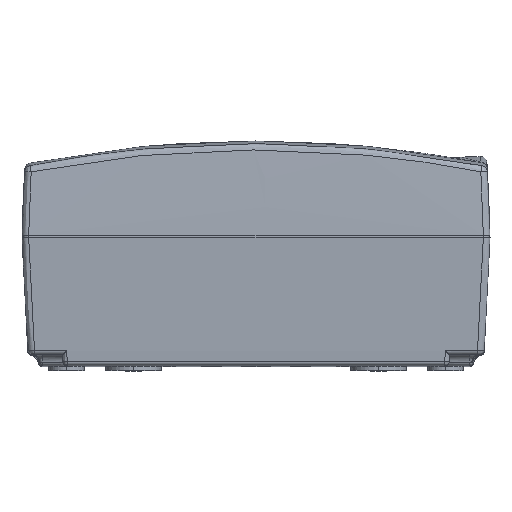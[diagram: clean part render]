
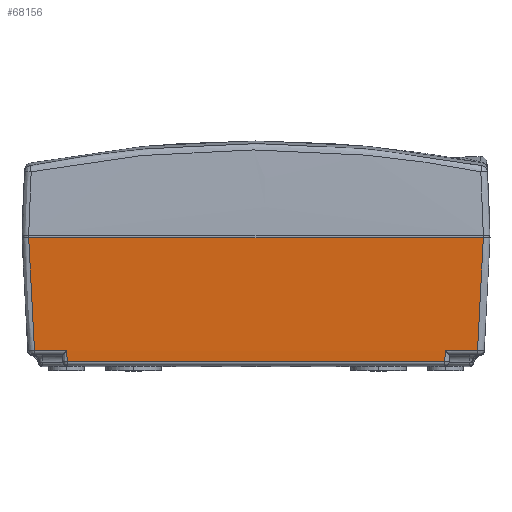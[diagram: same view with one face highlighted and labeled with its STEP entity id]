
A CAD part, top view. The second image highlights one B-rep face of the part: STEP entity #68156.
In plain terms, the highlighted cylindrical face has radius 1000 mm (diameter 2000 mm), a partial arc.
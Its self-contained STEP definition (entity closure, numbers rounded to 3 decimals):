
#16726 = VERTEX_POINT ( 'NONE', #81919 ) ;
#16738 = VERTEX_POINT ( 'NONE', #81942 ) ;
#16764 = VERTEX_POINT ( 'NONE', #81988 ) ;
#16766 = VERTEX_POINT ( 'NONE', #81992 ) ;
#16779 = VERTEX_POINT ( 'NONE', #82017 ) ;
#16781 = VERTEX_POINT ( 'NONE', #82021 ) ;
#16785 = VERTEX_POINT ( 'NONE', #82028 ) ;
#16789 = VERTEX_POINT ( 'NONE', #82033 ) ;
#19499 = ORIENTED_EDGE ( 'NONE', *, *, #113233, .T. ) ;
#19500 = ORIENTED_EDGE ( 'NONE', *, *, #113110, .F. ) ;
#19501 = ORIENTED_EDGE ( 'NONE', *, *, #113118, .F. ) ;
#19502 = ORIENTED_EDGE ( 'NONE', *, *, #113097, .F. ) ;
#19503 = ORIENTED_EDGE ( 'NONE', *, *, #113092, .F. ) ;
#19504 = ORIENTED_EDGE ( 'NONE', *, *, #113087, .F. ) ;
#19505 = ORIENTED_EDGE ( 'NONE', *, *, #113083, .F. ) ;
#19506 = ORIENTED_EDGE ( 'NONE', *, *, #113098, .F. ) ;
#28213 = FACE_OUTER_BOUND ( 'NONE', #35735, .T. ) ;
#28216 = CYLINDRICAL_SURFACE ( 'NONE', #115158, 1000. ) ;
#35735 = EDGE_LOOP ( 'NONE', ( #19499, #19500, #19501, #19502, #19503, #19504, #19505, #19506 ) ) ;
#43480 = DIRECTION ( 'NONE',  ( 0., 1., 0. ) ) ;
#43487 = DIRECTION ( 'NONE',  ( 1., 0., 0. ) ) ;
#43521 = CARTESIAN_POINT ( 'NONE',  ( -103.225, 83.677, -899.657 ) ) ;
#53599 = LINE ( 'NONE', #67404, #53602 ) ;
#53602 = VECTOR ( 'NONE', #67437, 1000. ) ;
#53603 = LINE ( 'NONE', #67478, #53605 ) ;
#53605 = VECTOR ( 'NONE', #67481, 1000. ) ;
#53609 = LINE ( 'NONE', #67579, #53610 ) ;
#53610 = VECTOR ( 'NONE', #67584, 1000. ) ;
#53763 = LINE ( 'NONE', #71036, #53767 ) ;
#53767 = VECTOR ( 'NONE', #71039, 1000. ) ;
#67404 = CARTESIAN_POINT ( 'NONE',  ( 0., 6.846, 97.387 ) ) ;
#67437 = DIRECTION ( 'NONE',  ( -1., 0., 0. ) ) ;
#67441 = CARTESIAN_POINT ( 'NONE',  ( -99.788, 11.955, 97.781 ) ) ;
#67443 = CARTESIAN_POINT ( 'NONE',  ( -99.396, 6.846, 97.387 ) ) ;
#67470 = CARTESIAN_POINT ( 'NONE',  ( -100.553, 23.025, 98.548 ) ) ;
#67471 = CARTESIAN_POINT ( 'NONE',  ( -101.439, 39.913, 99.437 ) ) ;
#67472 = CARTESIAN_POINT ( 'NONE',  ( -101.849, 51.693, 99.848 ) ) ;
#67473 = CARTESIAN_POINT ( 'NONE',  ( -102.001, 57.5, 100. ) ) ;
#67478 = CARTESIAN_POINT ( 'NONE',  ( -109.2, 57.5, 100. ) ) ;
#67481 = DIRECTION ( 'NONE',  ( 1., 0., 0. ) ) ;
#67482 = CARTESIAN_POINT ( 'NONE',  ( 101.571, 40.579, 99.557 ) ) ;
#67484 = CARTESIAN_POINT ( 'NONE',  ( 102.001, 57.5, 100. ) ) ;
#67504 = CARTESIAN_POINT ( 'NONE',  ( -84.788, 3.506, 97.125 ) ) ;
#67506 = CARTESIAN_POINT ( 'NONE',  ( -84.73, 1.836, 96.988 ) ) ;
#67507 = CARTESIAN_POINT ( 'NONE',  ( 100.677, 23.681, 98.684 ) ) ;
#67509 = CARTESIAN_POINT ( 'NONE',  ( 99.396, 6.846, 97.387 ) ) ;
#67515 = CARTESIAN_POINT ( 'NONE',  ( -84.846, 5.176, 97.258 ) ) ;
#67516 = CARTESIAN_POINT ( 'NONE',  ( -84.904, 6.846, 97.387 ) ) ;
#67526 = CARTESIAN_POINT ( 'NONE',  ( 84.846, 5.176, 97.258 ) ) ;
#67528 = CARTESIAN_POINT ( 'NONE',  ( 84.904, 6.846, 97.387 ) ) ;
#67559 = CARTESIAN_POINT ( 'NONE',  ( 84.788, 3.506, 97.125 ) ) ;
#67561 = CARTESIAN_POINT ( 'NONE',  ( 84.73, 1.836, 96.988 ) ) ;
#67579 = CARTESIAN_POINT ( 'NONE',  ( 0., 6.846, 97.387 ) ) ;
#67584 = DIRECTION ( 'NONE',  ( -1., 0., 0. ) ) ;
#68156 = ADVANCED_FACE ( 'NONE', ( #28213 ), #28216, .T. ) ;
#71036 = CARTESIAN_POINT ( 'NONE',  ( 0., 1.836, 96.988 ) ) ;
#71039 = DIRECTION ( 'NONE',  ( 1., 0., 0. ) ) ;
#81919 = CARTESIAN_POINT ( 'NONE',  ( -99.396, 6.846, 97.387 ) ) ;
#81942 = CARTESIAN_POINT ( 'NONE',  ( 99.396, 6.846, 97.387 ) ) ;
#81988 = CARTESIAN_POINT ( 'NONE',  ( -84.73, 1.836, 96.988 ) ) ;
#81992 = CARTESIAN_POINT ( 'NONE',  ( 102.001, 57.5, 100. ) ) ;
#82017 = CARTESIAN_POINT ( 'NONE',  ( -102.001, 57.5, 100. ) ) ;
#82021 = CARTESIAN_POINT ( 'NONE',  ( -84.904, 6.846, 97.387 ) ) ;
#82028 = CARTESIAN_POINT ( 'NONE',  ( 84.904, 6.846, 97.387 ) ) ;
#82033 = CARTESIAN_POINT ( 'NONE',  ( 84.73, 1.836, 96.988 ) ) ;
#113083 = EDGE_CURVE ( 'NONE', #16781, #16726, #53599, .T. ) ;
#113087 = EDGE_CURVE ( 'NONE', #16726, #16779, #120033, .T. ) ;
#113092 = EDGE_CURVE ( 'NONE', #16779, #16766, #53603, .T. ) ;
#113097 = EDGE_CURVE ( 'NONE', #16766, #16738, #120035, .T. ) ;
#113098 = EDGE_CURVE ( 'NONE', #16764, #16781, #120036, .T. ) ;
#113110 = EDGE_CURVE ( 'NONE', #16785, #16789, #120040, .T. ) ;
#113118 = EDGE_CURVE ( 'NONE', #16738, #16785, #53609, .T. ) ;
#113233 = EDGE_CURVE ( 'NONE', #16764, #16789, #53763, .T. ) ;
#115158 = AXIS2_PLACEMENT_3D ( 'NONE', #43521, #43487, #43480 ) ;
#120033 =( BOUNDED_CURVE ( )  B_SPLINE_CURVE ( 3, ( #67443, #67441, #67470, #67471, #67472, #67473 ),
 .UNSPECIFIED., .F., .T. ) 
 B_SPLINE_CURVE_WITH_KNOTS ( ( 4, 1, 1, 4 ),
 ( 0., 0.304, 0.657, 1. ),
 .UNSPECIFIED. ) 
 CURVE ( )  GEOMETRIC_REPRESENTATION_ITEM ( )  RATIONAL_B_SPLINE_CURVE ( ( 1.171, 1.171, 1.171, 1.171, 1.171, 1.171 ) ) 
 REPRESENTATION_ITEM ( '' )  );
#120035 = B_SPLINE_CURVE_WITH_KNOTS ( 'NONE', 3,
 ( #67484, #67482, #67507, #67509 ),
 .UNSPECIFIED., .F., .F.,
 ( 4, 4 ),
 ( 0., 1. ),
 .UNSPECIFIED. ) ;
#120036 = B_SPLINE_CURVE_WITH_KNOTS ( 'NONE', 3,
 ( #67506, #67504, #67515, #67516 ),
 .UNSPECIFIED., .F., .F.,
 ( 4, 4 ),
 ( 0., 1. ),
 .UNSPECIFIED. ) ;
#120040 = B_SPLINE_CURVE_WITH_KNOTS ( 'NONE', 3,
 ( #67528, #67526, #67559, #67561 ),
 .UNSPECIFIED., .F., .F.,
 ( 4, 4 ),
 ( 0., 1. ),
 .UNSPECIFIED. ) ;
